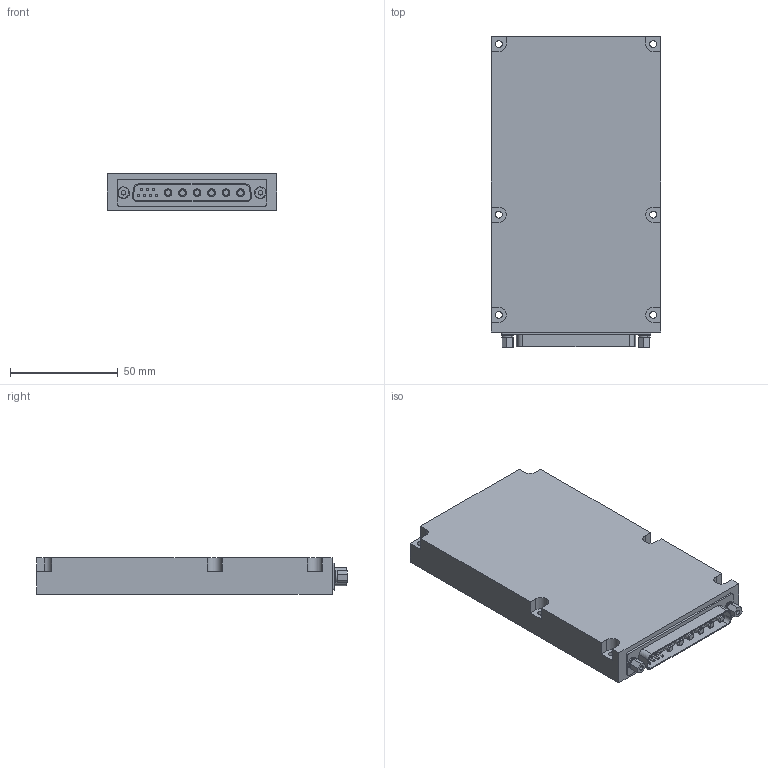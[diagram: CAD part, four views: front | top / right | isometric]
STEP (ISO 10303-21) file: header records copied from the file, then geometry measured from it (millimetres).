
FILE_DESCRIPTION(/* description */ ('Unknown'),/* implementation_level */ '2;1');
FILE_NAME(/* name */ 'M6500001',/* time_stamp */ '2020-03-19T15:34:23-04:00',/* author */ ('Unknown'),/* organization */ ('Unknown'),/* preprocessor_version */ 'ST-DEVELOPER v16.7',/* originating_system */ 'DEX',/* authorisation */ $);
FILE_SCHEMA (('CONFIG_CONTROL_DESIGN'));
Length unit declared in the file: millimetre
Products named in the file (7): M6500001; MAIN BODY; CBM13W6M5000; P001-19; MS35338-134; NAS620C4
Assembly tree (7 placements, depth 3):
  M6500001
    MAIN BODY
    CBM13W6M5000
    P001-19  x2
      P001-19
      MS35338-134
      NAS620C4
Bounding box: 78.7 x 144.31 x 17 mm (x, y, z)
Volume: 186580.1 mm3; surface area: 36177.4 mm2
Topology: 8 solids, 8 shells, 250 faces, 597 edges, 391 vertices
Faces by surface type: plane 126, cylinder 101, cone 12, torus 11
Full cylindrical faces by diameter (mm): 0.71 x14, 1 x7, 2.156 x2, 2.382 x2, 2.92 x2, 3.05 x2, 3.2 x6, 3.61 x6, 4.78 x6, 5.309 x2, 5.56 x6
Entity records: 7703 total; most frequent: CARTESIAN_POINT 2390, DIRECTION 1090, ORIENTED_EDGE 908, EDGE_CURVE 454, AXIS2_PLACEMENT_3D 424, FACE_BOUND 348, EDGE_LOOP 342, VERTEX_POINT 338
